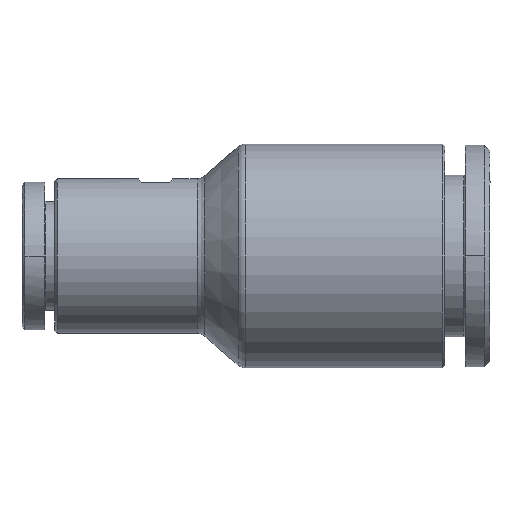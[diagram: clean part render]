
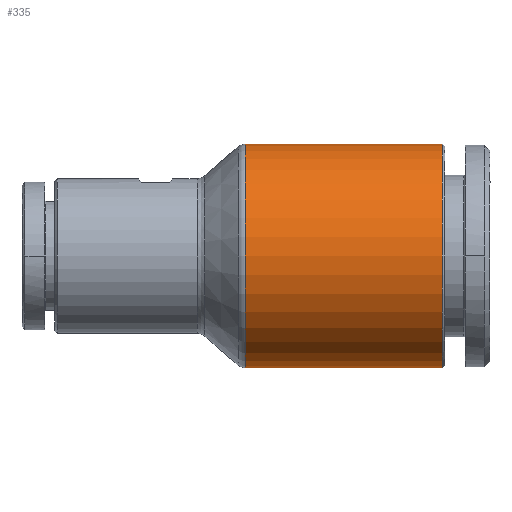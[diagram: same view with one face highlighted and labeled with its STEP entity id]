
A CAD part, front view. The second image highlights one B-rep face of the part: STEP entity #335.
In plain terms, the highlighted cylindrical face has radius 9.85 mm (diameter 19.7 mm), a partial arc.
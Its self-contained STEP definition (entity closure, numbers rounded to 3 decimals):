
#294=CARTESIAN_POINT('',(10.972,0.,0.0));
#295=DIRECTION('',(1.0,0.0,0.0));
#296=DIRECTION('',(0.0,0.0,1.0));
#297=AXIS2_PLACEMENT_3D('',#294,#295,#296);
#298=CYLINDRICAL_SURFACE('',#297,9.85);
#299=CARTESIAN_POINT('',(3.346,0.,9.85));
#300=VERTEX_POINT('',#299);
#301=CARTESIAN_POINT('',(20.672,0.,9.85));
#302=VERTEX_POINT('',#301);
#303=CARTESIAN_POINT('',(3.346,0.,9.85));
#304=DIRECTION('',(1.0,0.0,0.0));
#305=VECTOR('',#304,17.325);
#306=LINE('',#303,#305);
#307=EDGE_CURVE('',#300,#302,#306,.T.);
#308=ORIENTED_EDGE('',*,*,#307,.F.);
#309=CARTESIAN_POINT('',(3.346,0.,-9.85));
#310=VERTEX_POINT('',#309);
#311=CARTESIAN_POINT('',(3.346,0.,0.0));
#312=DIRECTION('',(-1.0,0.0,0.0));
#313=DIRECTION('',(0.0,0.0,-1.0));
#314=AXIS2_PLACEMENT_3D('',#311,#312,#313);
#315=CIRCLE('',#314,9.85);
#316=EDGE_CURVE('',#310,#300,#315,.T.);
#317=ORIENTED_EDGE('',*,*,#316,.F.);
#318=CARTESIAN_POINT('',(20.672,0.,-9.85));
#319=VERTEX_POINT('',#318);
#320=CARTESIAN_POINT('',(20.672,0.,-9.85));
#321=DIRECTION('',(-1.0,0.0,0.0));
#322=VECTOR('',#321,17.325);
#323=LINE('',#320,#322);
#324=EDGE_CURVE('',#319,#310,#323,.T.);
#325=ORIENTED_EDGE('',*,*,#324,.F.);
#326=CARTESIAN_POINT('',(20.672,0.,0.0));
#327=DIRECTION('',(1.0,0.0,0.0));
#328=DIRECTION('',(0.0,0.0,1.0));
#329=AXIS2_PLACEMENT_3D('',#326,#327,#328);
#330=CIRCLE('',#329,9.85);
#331=EDGE_CURVE('',#302,#319,#330,.T.);
#332=ORIENTED_EDGE('',*,*,#331,.F.);
#333=EDGE_LOOP('',(#308,#317,#325,#332));
#334=FACE_OUTER_BOUND('',#333,.T.);
#335=ADVANCED_FACE('',(#334),#298,.T.);
